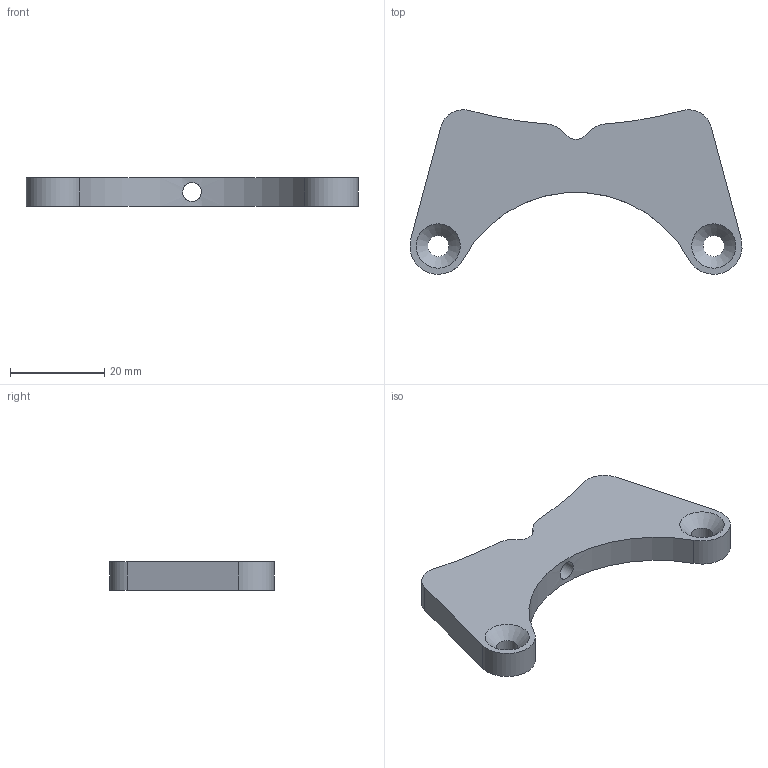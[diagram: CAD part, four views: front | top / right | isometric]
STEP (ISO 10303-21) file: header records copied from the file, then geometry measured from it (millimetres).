
FILE_DESCRIPTION(/* description */ (''),/* implementation_level */ '2;1');
FILE_NAME(/* name */ 'Gradient_positioner.step',/* time_stamp */ '2025-11-20T19:14:35-03:00',/* author */ ('Carla Fernandez'),/* organization */ (''),/* preprocessor_version */ 'ST-DEVELOPER v20.1',/* originating_system */ 'Autodesk Inventor 2026',/* authorisation */ '');
FILE_SCHEMA (('AUTOMOTIVE_DESIGN { 1 0 10303 214 3 1 1 }'));
Length unit declared in the file: millimetre
Products named in the file (1): Gradient_positioner
Bounding box: 70.45 x 34.92 x 6 mm (x, y, z)
Volume: 8328.9 mm3; surface area: 4363.4 mm2
Topology: 1 solids, 1 shells, 19 faces, 50 edges, 33 vertices
Faces by surface type: cylinder 13, plane 4, cone 2
Full cylindrical faces by diameter (mm): 4 x1, 4.5 x2
Entity records: 718 total; most frequent: CARTESIAN_POINT 170, DIRECTION 113, ORIENTED_EDGE 100, EDGE_CURVE 50, AXIS2_PLACEMENT_3D 46, VERTEX_POINT 33, CIRCLE 26, EDGE_LOOP 25
